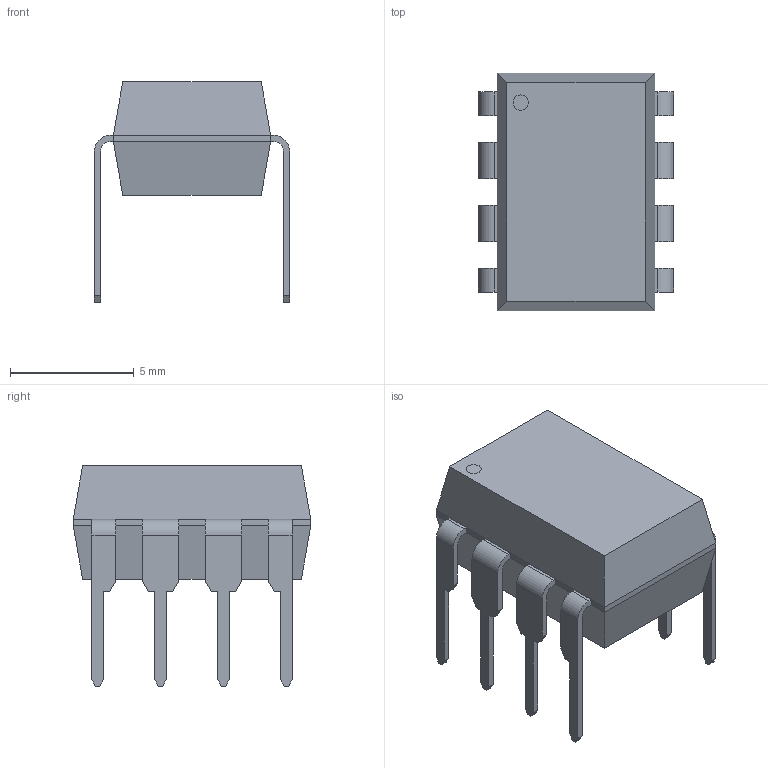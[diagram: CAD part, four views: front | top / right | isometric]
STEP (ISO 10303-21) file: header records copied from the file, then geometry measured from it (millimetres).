
FILE_DESCRIPTION(('FreeCAD Model'),'2;1');
FILE_NAME('Open CASCADE Shape Model','2022-05-29T17:11:04',( 'kicad StepUp'),('ksu MCAD'),'Open CASCADE STEP processor 7.5', 'FreeCAD','Unknown');
FILE_SCHEMA(('AUTOMOTIVE_DESIGN { 1 0 10303 214 1 1 1 1 }'));
Length unit declared in the file: millimetre
Products named in the file (11): OPA347PA010; OPA347PA; OPA347PA001; OPA347PA002; OPA347PA003; OPA347PA004; OPA347PA005; OPA347PA006; OPA347PA007; OPA347PA008; OPA347PA009
Assembly tree (10 placements, depth 2):
  OPA347PA010
    OPA347PA
    OPA347PA001
    OPA347PA002
    OPA347PA003
    OPA347PA004
    OPA347PA005
    OPA347PA006
    OPA347PA007
    OPA347PA008
    OPA347PA009
Bounding box: 7.87 x 9.59 x 8.89 mm (x, y, z)
Volume: 264.2 mm3; surface area: 363 mm2
Topology: 10 solids, 10 shells, 153 faces, 388 edges, 256 vertices
Faces by surface type: plane 133, cylinder 20
Entity records: 4814 total; most frequent: CARTESIAN_POINT 808, ORIENTED_EDGE 776, DIRECTION 756, EDGE_CURVE 388, LINE 348, VECTOR 348, VERTEX_POINT 256, AXIS2_PLACEMENT_3D 204
